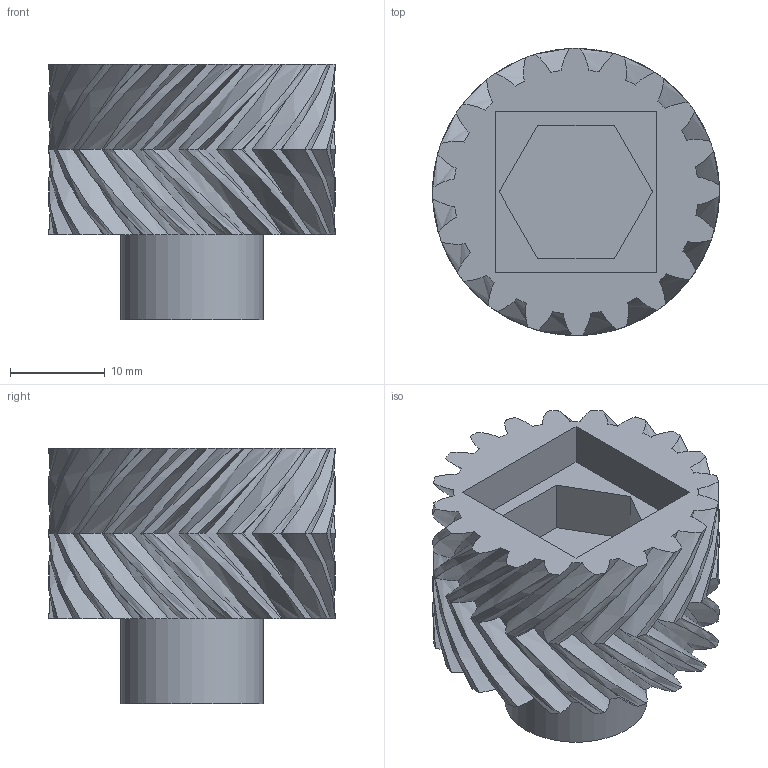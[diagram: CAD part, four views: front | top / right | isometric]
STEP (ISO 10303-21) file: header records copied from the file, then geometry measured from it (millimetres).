
FILE_DESCRIPTION(/* description */ (''),/* implementation_level */ '2;1');
FILE_NAME(/* name */ 'SunGear.step',/* time_stamp */ '2025-05-04T16:40:31+02:00',/* author */ (''),/* organization */ (''),/* preprocessor_version */ 'ST-DEVELOPER v20.1',/* originating_system */ 'Autodesk Translation Framework v14.4.0.0',/* authorisation */ '');
FILE_SCHEMA (('AUTOMOTIVE_DESIGN { 1 0 10303 214 3 1 1 }'));
Length unit declared in the file: millimetre
Products named in the file (1): SunGear
Bounding box: 30.28 x 30.28 x 27 mm (x, y, z)
Volume: 10531.7 mm3; surface area: 5477.7 mm2
Topology: 1 solids, 1 shells, 156 faces, 493 edges, 342 vertices
Faces by surface type: bspline 120, cylinder 21, plane 15
Full cylindrical faces by diameter (mm): 15 x1
Entity records: 16092 total; most frequent: CARTESIAN_POINT 12832, ORIENTED_EDGE 986, EDGE_CURVE 493, VERTEX_POINT 342, DIRECTION 309, B_SPLINE_CURVE_WITH_KNOTS 160, EDGE_LOOP 159, FACE_OUTER_BOUND 156
